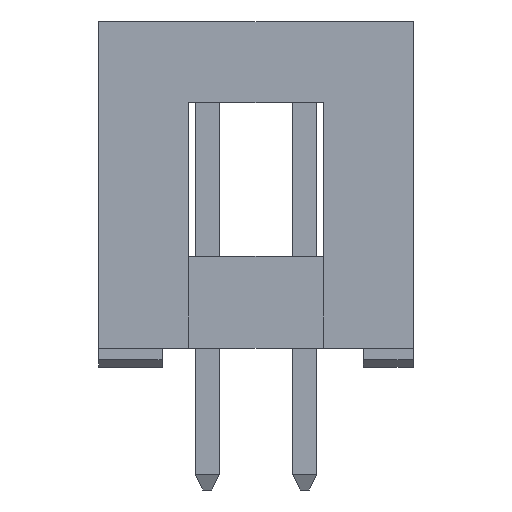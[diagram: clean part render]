
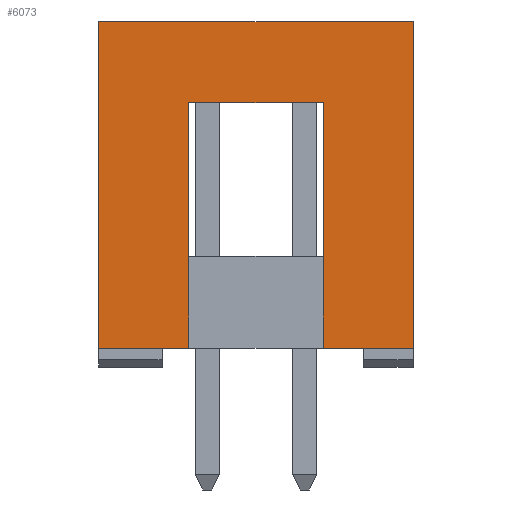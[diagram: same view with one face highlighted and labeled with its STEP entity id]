
A CAD part, front view. The second image highlights one B-rep face of the part: STEP entity #6073.
In plain terms, the highlighted planar face has unit normal (0, -1, 0).
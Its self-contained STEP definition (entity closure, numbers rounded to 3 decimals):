
#5561 = VERTEX_POINT('',#5562);
#5562 = CARTESIAN_POINT('',(5.37,-22.69,9.));
#5568 = EDGE_CURVE('',#5569,#5561,#5571,.T.);
#5569 = VERTEX_POINT('',#5570);
#5570 = CARTESIAN_POINT('',(-2.83,-22.69,9.));
#5571 = LINE('',#5572,#5573);
#5572 = CARTESIAN_POINT('',(-2.83,-22.69,9.));
#5573 = VECTOR('',#5574,1.);
#5574 = DIRECTION('',(1.,0.,0.));
#5901 = EDGE_CURVE('',#5561,#5902,#5904,.T.);
#5902 = VERTEX_POINT('',#5903);
#5903 = CARTESIAN_POINT('',(5.37,-22.69,0.5));
#5904 = LINE('',#5905,#5906);
#5905 = CARTESIAN_POINT('',(5.37,-22.69,9.));
#5906 = VECTOR('',#5907,1.);
#5907 = DIRECTION('',(0.,0.,-1.));
#6073 = ADVANCED_FACE('',(#6074),#6124,.F.);
#6074 = FACE_BOUND('',#6075,.F.);
#6075 = EDGE_LOOP('',(#6076,#6084,#6085,#6086,#6094,#6102,#6110,#6118));
#6076 = ORIENTED_EDGE('',*,*,#6077,.F.);
#6077 = EDGE_CURVE('',#5569,#6078,#6080,.T.);
#6078 = VERTEX_POINT('',#6079);
#6079 = CARTESIAN_POINT('',(-2.83,-22.69,0.5));
#6080 = LINE('',#6081,#6082);
#6081 = CARTESIAN_POINT('',(-2.83,-22.69,9.));
#6082 = VECTOR('',#6083,1.);
#6083 = DIRECTION('',(0.,0.,-1.));
#6084 = ORIENTED_EDGE('',*,*,#5568,.T.);
#6085 = ORIENTED_EDGE('',*,*,#5901,.T.);
#6086 = ORIENTED_EDGE('',*,*,#6087,.F.);
#6087 = EDGE_CURVE('',#6088,#5902,#6090,.T.);
#6088 = VERTEX_POINT('',#6089);
#6089 = CARTESIAN_POINT('',(3.02,-22.69,0.5));
#6090 = LINE('',#6091,#6092);
#6091 = CARTESIAN_POINT('',(-2.83,-22.69,0.5));
#6092 = VECTOR('',#6093,1.);
#6093 = DIRECTION('',(1.,0.,0.));
#6094 = ORIENTED_EDGE('',*,*,#6095,.T.);
#6095 = EDGE_CURVE('',#6088,#6096,#6098,.T.);
#6096 = VERTEX_POINT('',#6097);
#6097 = CARTESIAN_POINT('',(3.02,-22.69,6.9));
#6098 = LINE('',#6099,#6100);
#6099 = CARTESIAN_POINT('',(3.02,-22.69,0.));
#6100 = VECTOR('',#6101,1.);
#6101 = DIRECTION('',(0.,0.,1.));
#6102 = ORIENTED_EDGE('',*,*,#6103,.T.);
#6103 = EDGE_CURVE('',#6096,#6104,#6106,.T.);
#6104 = VERTEX_POINT('',#6105);
#6105 = CARTESIAN_POINT('',(-0.48,-22.69,6.9));
#6106 = LINE('',#6107,#6108);
#6107 = CARTESIAN_POINT('',(3.02,-22.69,6.9));
#6108 = VECTOR('',#6109,1.);
#6109 = DIRECTION('',(-1.,0.,0.));
#6110 = ORIENTED_EDGE('',*,*,#6111,.F.);
#6111 = EDGE_CURVE('',#6112,#6104,#6114,.T.);
#6112 = VERTEX_POINT('',#6113);
#6113 = CARTESIAN_POINT('',(-0.48,-22.69,0.5));
#6114 = LINE('',#6115,#6116);
#6115 = CARTESIAN_POINT('',(-0.48,-22.69,0.));
#6116 = VECTOR('',#6117,1.);
#6117 = DIRECTION('',(0.,0.,1.));
#6118 = ORIENTED_EDGE('',*,*,#6119,.F.);
#6119 = EDGE_CURVE('',#6078,#6112,#6120,.T.);
#6120 = LINE('',#6121,#6122);
#6121 = CARTESIAN_POINT('',(-2.83,-22.69,0.5));
#6122 = VECTOR('',#6123,1.);
#6123 = DIRECTION('',(1.,0.,0.));
#6124 = PLANE('',#6125);
#6125 = AXIS2_PLACEMENT_3D('',#6126,#6127,#6128);
#6126 = CARTESIAN_POINT('',(-2.83,-22.69,9.));
#6127 = DIRECTION('',(0.,1.,0.));
#6128 = DIRECTION('',(0.,0.,-1.));
